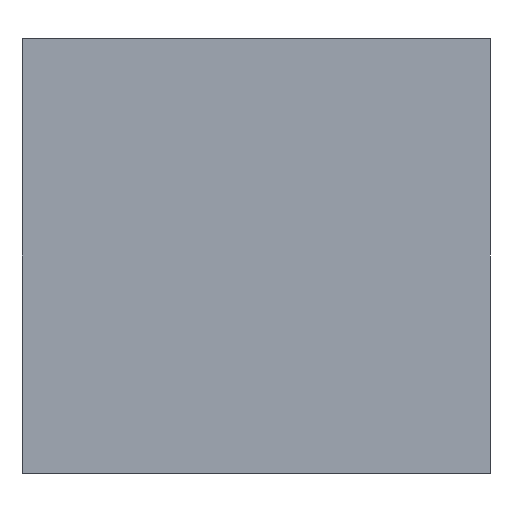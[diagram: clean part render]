
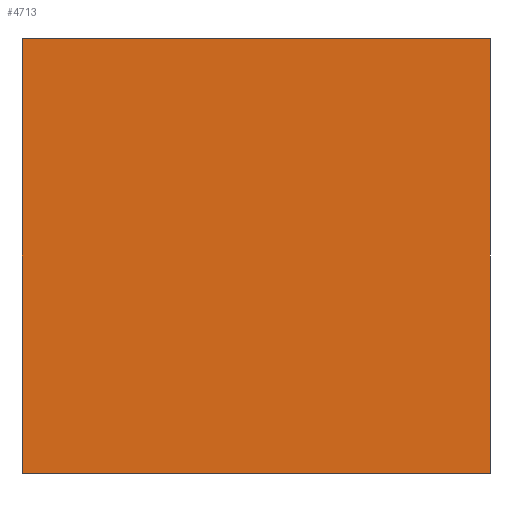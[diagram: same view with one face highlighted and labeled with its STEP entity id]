
A CAD part, left-side view. The second image highlights one B-rep face of the part: STEP entity #4713.
In plain terms, the highlighted planar face has unit normal (-1, 0, 0).
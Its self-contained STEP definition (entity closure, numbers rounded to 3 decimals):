
#369 = DIRECTION ( 'NONE',  ( 1., 0., 0. ) ) ;
#493 = CARTESIAN_POINT ( 'NONE',  ( -370., -245., 0. ) ) ;
#546 = VERTEX_POINT ( 'NONE', #2505 ) ;
#714 = CARTESIAN_POINT ( 'NONE',  ( -370., -245., 455. ) ) ;
#740 = VECTOR ( 'NONE', #2735, 1000. ) ;
#849 = CARTESIAN_POINT ( 'NONE',  ( -370., -245., 455. ) ) ;
#1300 = PLANE ( 'NONE',  #5533 ) ;
#1350 = ORIENTED_EDGE ( 'NONE', *, *, #4700, .F. ) ;
#1467 = VERTEX_POINT ( 'NONE', #4660 ) ;
#1522 = EDGE_LOOP ( 'NONE', ( #3946, #3255, #1350, #1817 ) ) ;
#1807 = LINE ( 'NONE', #5629, #5556 ) ;
#1817 = ORIENTED_EDGE ( 'NONE', *, *, #1973, .T. ) ;
#1867 = CARTESIAN_POINT ( 'NONE',  ( -370., 245., 455. ) ) ;
#1895 = VECTOR ( 'NONE', #4870, 1000. ) ;
#1973 = EDGE_CURVE ( 'NONE', #1467, #546, #3906, .T. ) ;
#2014 = DIRECTION ( 'NONE',  ( 0., -1., 0. ) ) ;
#2394 = FACE_OUTER_BOUND ( 'NONE', #1522, .T. ) ;
#2465 = LINE ( 'NONE', #849, #1895 ) ;
#2505 = CARTESIAN_POINT ( 'NONE',  ( -370., 245., 0. ) ) ;
#2735 = DIRECTION ( 'NONE',  ( 0., 0., -1. ) ) ;
#3255 = ORIENTED_EDGE ( 'NONE', *, *, #5404, .F. ) ;
#3906 = LINE ( 'NONE', #1867, #740 ) ;
#3944 = DIRECTION ( 'NONE',  ( 0., 0., -1. ) ) ;
#3946 = ORIENTED_EDGE ( 'NONE', *, *, #4487, .T. ) ;
#3959 = VERTEX_POINT ( 'NONE', #714 ) ;
#4279 = DIRECTION ( 'NONE',  ( 0., 0., -1. ) ) ;
#4355 = VECTOR ( 'NONE', #2014, 1000. ) ;
#4487 = EDGE_CURVE ( 'NONE', #546, #5160, #5855, .T. ) ;
#4660 = CARTESIAN_POINT ( 'NONE',  ( -370., 245., 455. ) ) ;
#4700 = EDGE_CURVE ( 'NONE', #1467, #3959, #2465, .T. ) ;
#4713 = ADVANCED_FACE ( 'NONE', ( #2394 ), #1300, .F. ) ;
#4870 = DIRECTION ( 'NONE',  ( 0., -1., 0. ) ) ;
#5096 = CARTESIAN_POINT ( 'NONE',  ( -370., -245., 0. ) ) ;
#5160 = VERTEX_POINT ( 'NONE', #493 ) ;
#5340 = CARTESIAN_POINT ( 'NONE',  ( -370., -245., 455. ) ) ;
#5404 = EDGE_CURVE ( 'NONE', #3959, #5160, #1807, .T. ) ;
#5533 = AXIS2_PLACEMENT_3D ( 'NONE', #5340, #369, #3944 ) ;
#5556 = VECTOR ( 'NONE', #4279, 1000. ) ;
#5629 = CARTESIAN_POINT ( 'NONE',  ( -370., -245., 455. ) ) ;
#5855 = LINE ( 'NONE', #5096, #4355 ) ;
